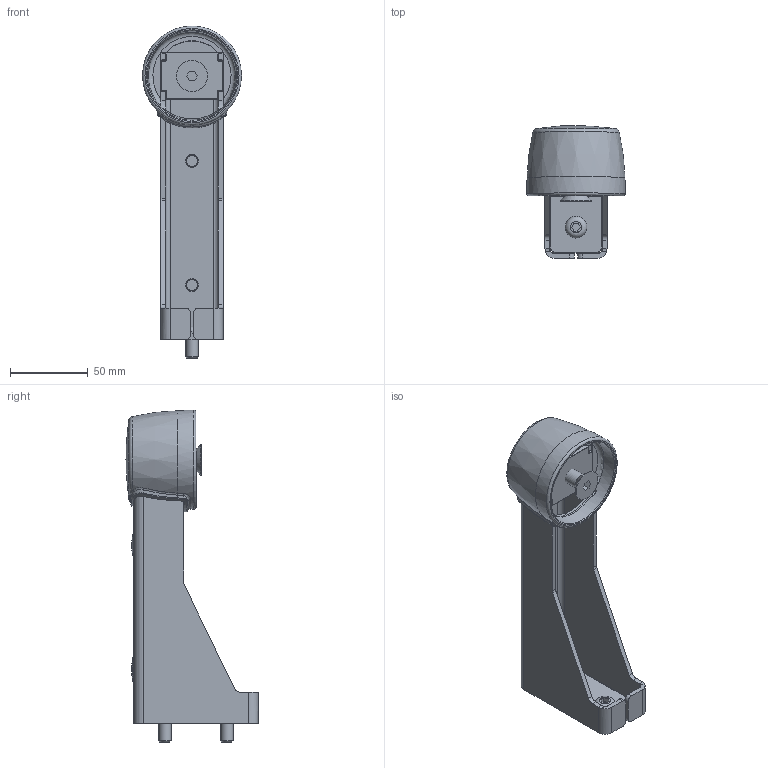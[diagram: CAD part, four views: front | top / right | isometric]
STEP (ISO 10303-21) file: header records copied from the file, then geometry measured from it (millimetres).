
FILE_DESCRIPTION(/* description */ ('KriTec Rollenausleger 8 St 80x40, weißaluminium ähnlich RAL 9006'),/* implementation_level */ '2;1');
FILE_NAME(/* name */ '13420_KriTec_Rollenausleger_8_St_80x40_M10_weissaluminium_aehnlich_RAL_9006.stp',/* time_stamp */ '2019-10-21T13:41:39+02:00',/* author */ ('jendrek'),/* organization */ (''),/* preprocessor_version */ 'ST-DEVELOPER v17',/* originating_system */ 'Autodesk Inventor 2018',/* authorisation */ '');
FILE_SCHEMA (('AUTOMOTIVE_DESIGN { 1 0 10303 214 3 1 1 }'));
Length unit declared in the file: millimetre
Products named in the file (9): 13420 KriTec Rollenausleger 8 St 80x40 M10, weißaluminium ähn
lich RAL 9006; 13414; 13414_3; 13414_2; 13414_1; 13739; 13708; 11662; DIN 7991 - M10x25
Assembly tree (10 placements, depth 3):
  13420 KriTec Rollenausleger 8 St 80x40 M10, weißaluminium ähn
lich RAL 9006
    13414
      13414_3
      13414_2
      13414_1
    13739
    13708  x2
    11662  x2
    DIN 7991 - M10x25
Bounding box: 63.88 x 85.09 x 213.98 mm (x, y, z)
Volume: 146148.5 mm3; surface area: 80765.5 mm2
Topology: 9 solids, 9 shells, 436 faces, 1085 edges, 657 vertices
Faces by surface type: cylinder 146, plane 118, bspline 110, torus 32, cone 15, sphere 15
Full cylindrical faces by diameter (mm): 6.647 x1, 7 x2, 8 x4, 8.2 x2, 8.5 x2, 10 x1, 14 x2, 16 x2, 20 x1
Entity records: 18700 total; most frequent: CARTESIAN_POINT 8968, ORIENTED_EDGE 2020, DIRECTION 1967, EDGE_CURVE 1010, AXIS2_PLACEMENT_3D 785, VERTEX_POINT 615, EDGE_LOOP 429, FACE_OUTER_BOUND 413
